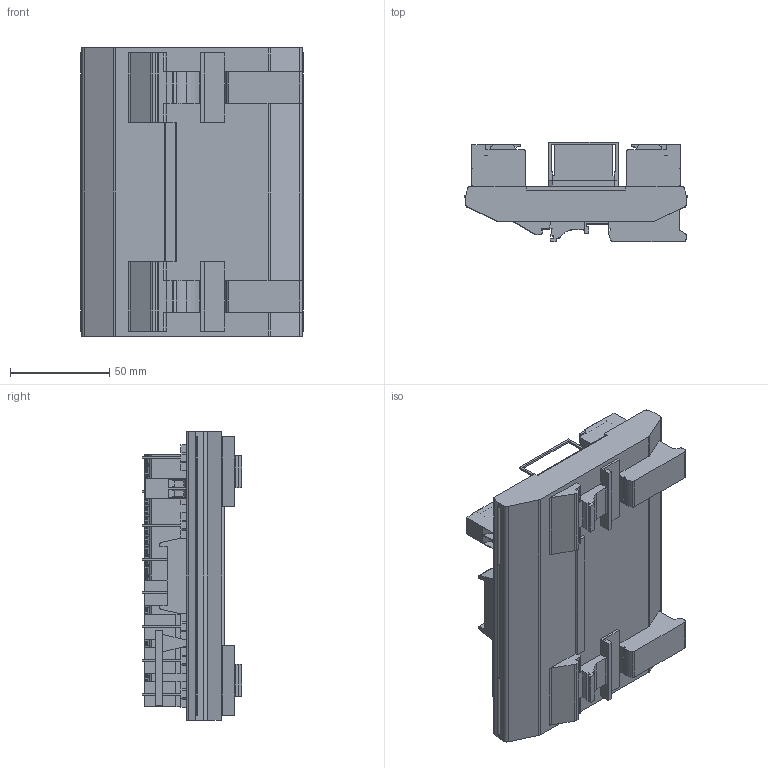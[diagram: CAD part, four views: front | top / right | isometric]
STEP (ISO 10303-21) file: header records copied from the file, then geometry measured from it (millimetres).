
FILE_DESCRIPTION(('SolidDesigner STEP Export'),'2;1');
FILE_NAME('2962463_UM_8_RELS_KSR_G24_21_MT_PLC-select.stp','2010-09-28T 9:48:09',(''),(''),'CoCreate Modeling STEP processor for AP214 (Solid Model)','CoCreate Modeling 16.00A 16-Aug-2008 (C) Parametric Technology GmbH','');
FILE_SCHEMA(('AUTOMOTIVE_DESIGN { 1 0 10303 214 1 1 1 1 }'));
Length unit declared in the file: millimetre
Products named in the file (2): 2962463_UM_8_RELS_KSR_G24_21_MT_PLC-select
Assembly tree (1 placements, depth 2):
  2962463_UM_8_RELS_KSR_G24_21_MT_PLC-select
    2962463_UM_8_RELS_KSR_G24_21_MT_PLC-select
Bounding box: 112.11 x 49.95 x 145.2 mm (x, y, z)
Volume: 336815.6 mm3; surface area: 96166 mm2
Topology: 1 solids, 2 shells, 1438 faces, 3922 edges, 2558 vertices
Faces by surface type: plane 1190, cylinder 248
Entity records: 53353 total; most frequent: ORIENTED_EDGE 7844, CARTESIAN_POINT 7290, DIRECTION 6352, EDGE_CURVE 3922, VECTOR 3112, LINE 3112, VERTEX_POINT 2558, AXIS2_PLACEMENT_3D 1620
